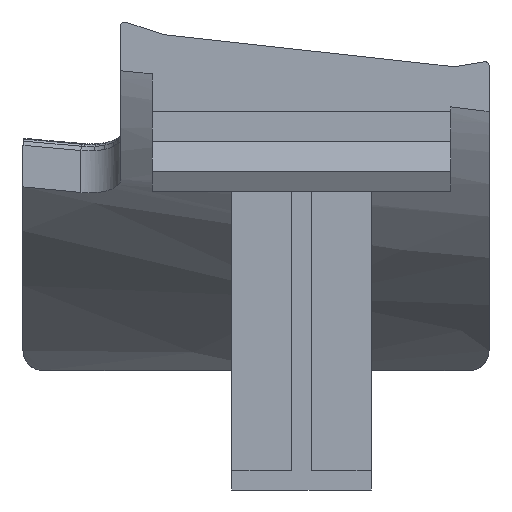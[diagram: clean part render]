
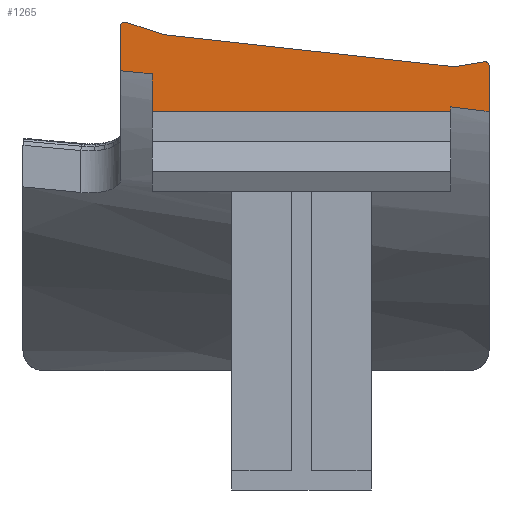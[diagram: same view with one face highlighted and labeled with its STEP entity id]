
A CAD part, front view. The second image highlights one B-rep face of the part: STEP entity #1265.
In plain terms, the highlighted planar face has unit normal (0, -1, 0).
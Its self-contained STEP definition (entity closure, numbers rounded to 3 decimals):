
#22=CIRCLE('',#1345,0.2);
#23=CIRCLE('',#1349,0.2);
#84=B_SPLINE_CURVE_WITH_KNOTS('',3,(#2029,#2030,#2031,#2032,#2033,#2034),
 .UNSPECIFIED.,.F.,.F.,(4,2,4),(-6.409,-5.703,-5.692),
 .UNSPECIFIED.);
#85=B_SPLINE_CURVE_WITH_KNOTS('',3,(#2042,#2043,#2044,#2045),
 .UNSPECIFIED.,.F.,.F.,(4,4),(-1.715,-1.653),
 .UNSPECIFIED.);
#86=B_SPLINE_CURVE_WITH_KNOTS('',3,(#2052,#2053,#2054,#2055,#2056,#2057,
#2058),.UNSPECIFIED.,.F.,.F.,(4,3,4),(-2.292,-2.244,
-2.23),.UNSPECIFIED.);
#169=FACE_OUTER_BOUND('',#242,.T.);
#242=EDGE_LOOP('',(#931,#932,#933,#934,#935,#936,#937,#938,#939,#940,#941,
#942));
#330=LINE('',#1842,#430);
#333=LINE('',#2004,#433);
#334=LINE('',#2036,#434);
#335=LINE('',#2040,#435);
#336=LINE('',#2047,#436);
#337=LINE('',#2049,#437);
#338=LINE('',#2051,#438);
#430=VECTOR('',#1450,10.);
#433=VECTOR('',#1461,10.);
#434=VECTOR('',#1464,10.);
#435=VECTOR('',#1467,10.);
#436=VECTOR('',#1468,10.);
#437=VECTOR('',#1469,10.);
#438=VECTOR('',#1470,10.);
#532=VERTEX_POINT('',#1832);
#533=VERTEX_POINT('',#1841);
#537=VERTEX_POINT('',#1963);
#540=VERTEX_POINT('',#2003);
#541=VERTEX_POINT('',#2028);
#542=VERTEX_POINT('',#2035);
#543=VERTEX_POINT('',#2037);
#544=VERTEX_POINT('',#2039);
#545=VERTEX_POINT('',#2041);
#546=VERTEX_POINT('',#2046);
#547=VERTEX_POINT('',#2048);
#548=VERTEX_POINT('',#2050);
#674=EDGE_CURVE('',#533,#532,#330,.T.);
#681=EDGE_CURVE('',#537,#533,#22,.T.);
#686=EDGE_CURVE('',#540,#537,#333,.T.);
#688=EDGE_CURVE('',#541,#532,#84,.T.);
#689=EDGE_CURVE('',#541,#542,#334,.T.);
#690=EDGE_CURVE('',#542,#543,#23,.T.);
#691=EDGE_CURVE('',#543,#544,#335,.T.);
#692=EDGE_CURVE('',#545,#544,#85,.T.);
#693=EDGE_CURVE('',#546,#545,#336,.T.);
#694=EDGE_CURVE('',#546,#547,#337,.T.);
#695=EDGE_CURVE('',#547,#548,#338,.T.);
#696=EDGE_CURVE('',#540,#548,#86,.T.);
#931=ORIENTED_EDGE('',*,*,#686,.T.);
#932=ORIENTED_EDGE('',*,*,#681,.T.);
#933=ORIENTED_EDGE('',*,*,#674,.T.);
#934=ORIENTED_EDGE('',*,*,#688,.F.);
#935=ORIENTED_EDGE('',*,*,#689,.T.);
#936=ORIENTED_EDGE('',*,*,#690,.T.);
#937=ORIENTED_EDGE('',*,*,#691,.T.);
#938=ORIENTED_EDGE('',*,*,#692,.F.);
#939=ORIENTED_EDGE('',*,*,#693,.F.);
#940=ORIENTED_EDGE('',*,*,#694,.T.);
#941=ORIENTED_EDGE('',*,*,#695,.T.);
#942=ORIENTED_EDGE('',*,*,#696,.F.);
#1218=PLANE('',#1348);
#1265=ADVANCED_FACE('',(#169),#1218,.F.);
#1345=AXIS2_PLACEMENT_3D('',#1964,#1453,#1454);
#1348=AXIS2_PLACEMENT_3D('',#2027,#1462,#1463);
#1349=AXIS2_PLACEMENT_3D('',#2038,#1465,#1466);
#1450=DIRECTION('',(-0.986,0.,-0.164));
#1453=DIRECTION('center_axis',(0.,-1.,0.));
#1454=DIRECTION('ref_axis',(1.,0.,0.));
#1461=DIRECTION('',(0.,0.,1.));
#1462=DIRECTION('center_axis',(0.,1.,0.));
#1463=DIRECTION('ref_axis',(-1.,0.,0.));
#1464=DIRECTION('',(-0.949,0.,0.316));
#1465=DIRECTION('center_axis',(0.,-1.,0.));
#1466=DIRECTION('ref_axis',(0.316,0.,0.949));
#1467=DIRECTION('',(0.,0.,-1.));
#1468=DIRECTION('',(0.,0.,1.));
#1469=DIRECTION('',(1.,0.,0.));
#1470=DIRECTION('',(0.,0.,1.));
#1832=CARTESIAN_POINT('',(45.161,80.,30.255));
#1841=CARTESIAN_POINT('',(46.685,80.,30.509));
#1842=CARTESIAN_POINT('',(46.685,80.,30.509));
#1963=CARTESIAN_POINT('',(46.918,80.,30.312));
#1964=CARTESIAN_POINT('Origin',(46.718,80.,30.312));
#2003=CARTESIAN_POINT('',(46.918,80.,28.007));
#2004=CARTESIAN_POINT('',(46.918,80.,0.));
#2027=CARTESIAN_POINT('Origin',(95.341,80.,0.));
#2028=CARTESIAN_POINT('',(30.554,80.,31.868));
#2029=CARTESIAN_POINT('Ctrl Pts',(30.554,80.,31.868));
#2030=CARTESIAN_POINT('Ctrl Pts',(34.915,80.,31.428));
#2031=CARTESIAN_POINT('Ctrl Pts',(39.625,80.,30.903));
#2032=CARTESIAN_POINT('Ctrl Pts',(45.007,80.,30.274));
#2033=CARTESIAN_POINT('Ctrl Pts',(45.084,80.,30.264));
#2034=CARTESIAN_POINT('Ctrl Pts',(45.161,80.,30.255));
#2035=CARTESIAN_POINT('',(28.684,80.,32.491));
#2036=CARTESIAN_POINT('',(31.421,80.,31.579));
#2037=CARTESIAN_POINT('',(28.421,80.,32.302));
#2038=CARTESIAN_POINT('Origin',(28.621,80.,32.302));
#2039=CARTESIAN_POINT('',(28.421,80.,30.053));
#2040=CARTESIAN_POINT('',(28.421,80.,0.));
#2041=CARTESIAN_POINT('',(30.,80.,29.897));
#2042=CARTESIAN_POINT('Ctrl Pts',(30.,80.,29.897));
#2043=CARTESIAN_POINT('Ctrl Pts',(29.462,80.,29.951));
#2044=CARTESIAN_POINT('Ctrl Pts',(28.935,80.,30.003));
#2045=CARTESIAN_POINT('Ctrl Pts',(28.421,80.,30.053));
#2046=CARTESIAN_POINT('',(30.,80.,28.));
#2047=CARTESIAN_POINT('',(30.,80.,28.));
#2048=CARTESIAN_POINT('',(45.,80.,28.));
#2049=CARTESIAN_POINT('',(70.171,80.,28.));
#2050=CARTESIAN_POINT('',(45.,80.,28.244));
#2051=CARTESIAN_POINT('',(45.,80.,28.));
#2052=CARTESIAN_POINT('Ctrl Pts',(46.921,80.,28.007));
#2053=CARTESIAN_POINT('Ctrl Pts',(46.419,80.,28.069));
#2054=CARTESIAN_POINT('Ctrl Pts',(45.917,80.,28.131));
#2055=CARTESIAN_POINT('Ctrl Pts',(45.414,80.,28.193));
#2056=CARTESIAN_POINT('Ctrl Pts',(45.276,80.,28.21));
#2057=CARTESIAN_POINT('Ctrl Pts',(45.138,80.,28.226));
#2058=CARTESIAN_POINT('Ctrl Pts',(45.,80.,28.243));
